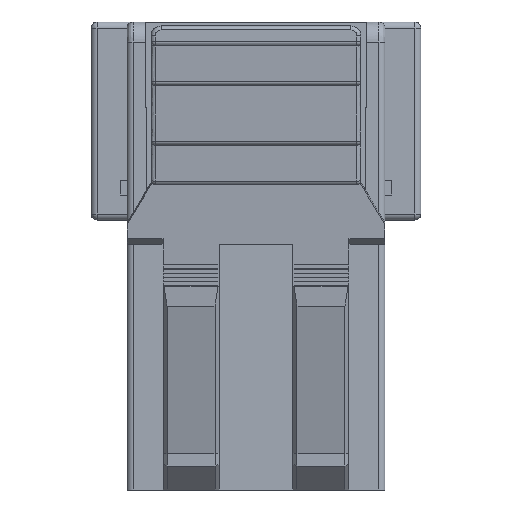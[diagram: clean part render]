
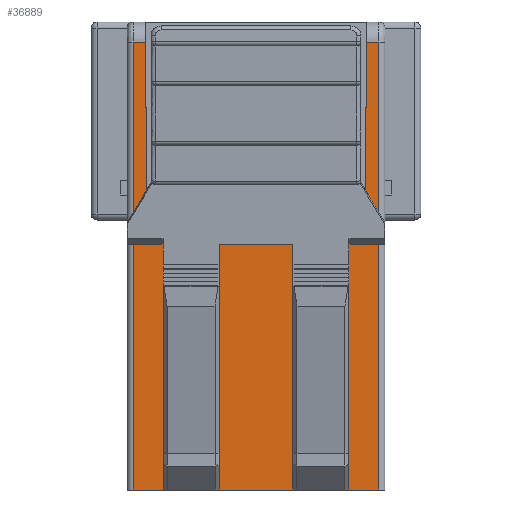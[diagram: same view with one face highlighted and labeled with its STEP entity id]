
A CAD part, left-side view. The second image highlights one B-rep face of the part: STEP entity #36889.
In plain terms, the highlighted planar face has unit normal (-1, 0, 0).
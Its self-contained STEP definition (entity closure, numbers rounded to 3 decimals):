
#5250=CARTESIAN_POINT('',(-6.75,-9.4,-13.4));
#5251=VERTEX_POINT('',#5250);
#5259=CARTESIAN_POINT('',(-6.75,-7.9,-13.4));
#5260=VERTEX_POINT('',#5259);
#5261=CARTESIAN_POINT('',(-6.75,-9.4,-13.4));
#5262=DIRECTION('',(0.,1.,0.));
#5263=VECTOR('',#5262,1.5);
#5264=LINE('',#5261,#5263);
#5265=EDGE_CURVE('',#5251,#5260,#5264,.T.);
#5299=CARTESIAN_POINT('',(-6.75,-5.1,-13.4));
#5300=VERTEX_POINT('',#5299);
#5307=CARTESIAN_POINT('',(-6.75,-1.4,-13.4));
#5308=VERTEX_POINT('',#5307);
#5309=CARTESIAN_POINT('',(-6.75,-5.1,-13.4));
#5310=DIRECTION('',(0.,1.,0.));
#5311=VECTOR('',#5310,3.7);
#5312=LINE('',#5309,#5311);
#5313=EDGE_CURVE('',#5300,#5308,#5312,.T.);
#5347=CARTESIAN_POINT('',(-6.75,1.4,-13.4));
#5348=VERTEX_POINT('',#5347);
#5355=CARTESIAN_POINT('',(-6.75,2.9,-13.4));
#5356=VERTEX_POINT('',#5355);
#5357=CARTESIAN_POINT('',(-6.75,1.4,-13.4));
#5358=DIRECTION('',(0.,1.,0.));
#5359=VECTOR('',#5358,1.5);
#5360=LINE('',#5357,#5359);
#5361=EDGE_CURVE('',#5348,#5356,#5360,.T.);
#5387=CARTESIAN_POINT('',(-6.75,2.9,9.));
#5388=VERTEX_POINT('',#5387);
#5389=CARTESIAN_POINT('',(-6.75,2.9,-13.4));
#5390=DIRECTION('',(0.,0.,1.));
#5391=VECTOR('',#5390,22.4);
#5392=LINE('',#5389,#5391);
#5393=EDGE_CURVE('',#5356,#5388,#5392,.T.);
#9007=CARTESIAN_POINT('',(-6.75,-9.4,9.));
#9008=VERTEX_POINT('',#9007);
#9016=CARTESIAN_POINT('',(-6.75,-9.4,9.));
#9017=DIRECTION('',(0.,0.,-1.));
#9018=VECTOR('',#9017,22.4);
#9019=LINE('',#9016,#9018);
#9020=EDGE_CURVE('',#9008,#5251,#9019,.T.);
#9032=CARTESIAN_POINT('',(-6.75,2.279,9.));
#9033=VERTEX_POINT('',#9032);
#9034=CARTESIAN_POINT('',(-6.75,2.279,9.));
#9035=DIRECTION('',(0.,1.,0.));
#9036=VECTOR('',#9035,0.621);
#9037=LINE('',#9034,#9036);
#9038=EDGE_CURVE('',#9033,#5388,#9037,.T.);
#9061=CARTESIAN_POINT('',(-6.75,2.2,0.));
#9062=VERTEX_POINT('',#9061);
#9063=CARTESIAN_POINT('',(-6.75,2.2,0.));
#9064=DIRECTION('',(0.,0.009,1.));
#9065=VECTOR('',#9064,9.);
#9066=LINE('',#9063,#9065);
#9067=EDGE_CURVE('',#9062,#9033,#9066,.T.);
#9115=CARTESIAN_POINT('',(-6.75,-8.779,9.));
#9116=VERTEX_POINT('',#9115);
#9129=CARTESIAN_POINT('',(-6.75,-8.7,0.));
#9130=VERTEX_POINT('',#9129);
#9137=CARTESIAN_POINT('',(-6.75,-8.779,9.));
#9138=DIRECTION('',(0.,0.009,-1.));
#9139=VECTOR('',#9138,9.);
#9140=LINE('',#9137,#9139);
#9141=EDGE_CURVE('',#9116,#9130,#9140,.T.);
#9153=CARTESIAN_POINT('',(-6.75,-8.7,0.));
#9154=DIRECTION('',(0.,1.,0.));
#9155=VECTOR('',#9154,10.9);
#9156=LINE('',#9153,#9155);
#9157=EDGE_CURVE('',#9130,#9062,#9156,.T.);
#9187=CARTESIAN_POINT('',(-6.75,-9.4,9.));
#9188=DIRECTION('',(0.,1.,0.));
#9189=VECTOR('',#9188,0.621);
#9190=LINE('',#9187,#9189);
#9191=EDGE_CURVE('',#9008,#9116,#9190,.T.);
#36828=CARTESIAN_POINT('',(-6.75,-3.2,-1.5));
#36829=DIRECTION('',(0.,1.,0.));
#36830=DIRECTION('',(-1.,0.,0.));
#36831=AXIS2_PLACEMENT_3D('',#36828,#36830,#36829);
#36832=PLANE('',#36831);
#36833=ORIENTED_EDGE('',*,*,#5393,.F.);
#36834=ORIENTED_EDGE('',*,*,#5361,.F.);
#36835=CARTESIAN_POINT('',(-6.75,1.4,-11.5));
#36836=VERTEX_POINT('',#36835);
#36837=CARTESIAN_POINT('',(-6.75,1.4,-13.4));
#36838=DIRECTION('',(0.,0.,1.));
#36839=VECTOR('',#36838,1.9);
#36840=LINE('',#36837,#36839);
#36841=EDGE_CURVE('',#5348,#36836,#36840,.T.);
#36842=ORIENTED_EDGE('',*,*,#36841,.T.);
#36843=CARTESIAN_POINT('',(-6.75,-1.4,-11.5));
#36844=VERTEX_POINT('',#36843);
#36845=CARTESIAN_POINT('',(-6.75,1.4,-11.5));
#36846=DIRECTION('',(0.,-1.,0.));
#36847=VECTOR('',#36846,2.8);
#36848=LINE('',#36845,#36847);
#36849=EDGE_CURVE('',#36836,#36844,#36848,.T.);
#36850=ORIENTED_EDGE('',*,*,#36849,.T.);
#36851=CARTESIAN_POINT('',(-6.75,-1.4,-13.4));
#36852=DIRECTION('',(0.,0.,1.));
#36853=VECTOR('',#36852,1.9);
#36854=LINE('',#36851,#36853);
#36855=EDGE_CURVE('',#5308,#36844,#36854,.T.);
#36856=ORIENTED_EDGE('',*,*,#36855,.F.);
#36857=ORIENTED_EDGE('',*,*,#5313,.F.);
#36858=CARTESIAN_POINT('',(-6.75,-5.1,-11.5));
#36859=VERTEX_POINT('',#36858);
#36860=CARTESIAN_POINT('',(-6.75,-5.1,-13.4));
#36861=DIRECTION('',(0.,0.,1.));
#36862=VECTOR('',#36861,1.9);
#36863=LINE('',#36860,#36862);
#36864=EDGE_CURVE('',#5300,#36859,#36863,.T.);
#36865=ORIENTED_EDGE('',*,*,#36864,.T.);
#36866=CARTESIAN_POINT('',(-6.75,-7.9,-11.5));
#36867=VERTEX_POINT('',#36866);
#36868=CARTESIAN_POINT('',(-6.75,-5.1,-11.5));
#36869=DIRECTION('',(0.,-1.,0.));
#36870=VECTOR('',#36869,2.8);
#36871=LINE('',#36868,#36870);
#36872=EDGE_CURVE('',#36859,#36867,#36871,.T.);
#36873=ORIENTED_EDGE('',*,*,#36872,.T.);
#36874=CARTESIAN_POINT('',(-6.75,-7.9,-11.5));
#36875=DIRECTION('',(0.,0.,-1.));
#36876=VECTOR('',#36875,1.9);
#36877=LINE('',#36874,#36876);
#36878=EDGE_CURVE('',#36867,#5260,#36877,.T.);
#36879=ORIENTED_EDGE('',*,*,#36878,.T.);
#36880=ORIENTED_EDGE('',*,*,#5265,.F.);
#36881=ORIENTED_EDGE('',*,*,#9020,.F.);
#36882=ORIENTED_EDGE('',*,*,#9191,.T.);
#36883=ORIENTED_EDGE('',*,*,#9141,.T.);
#36884=ORIENTED_EDGE('',*,*,#9157,.T.);
#36885=ORIENTED_EDGE('',*,*,#9067,.T.);
#36886=ORIENTED_EDGE('',*,*,#9038,.T.);
#36887=EDGE_LOOP('',(#36833,#36834,#36842,#36850,#36856,#36857,#36865,#36873,#36879,#36880,#36881,#36882,#36883,#36884,#36885,#36886));
#36888=FACE_OUTER_BOUND('',#36887,.T.);
#36889=ADVANCED_FACE('',(#36888),#36832,.T.);
